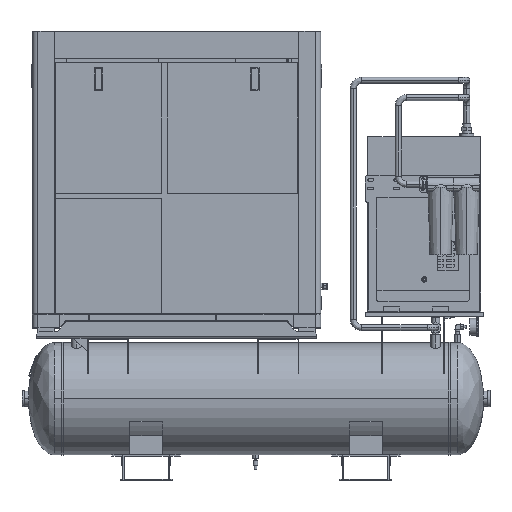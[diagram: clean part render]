
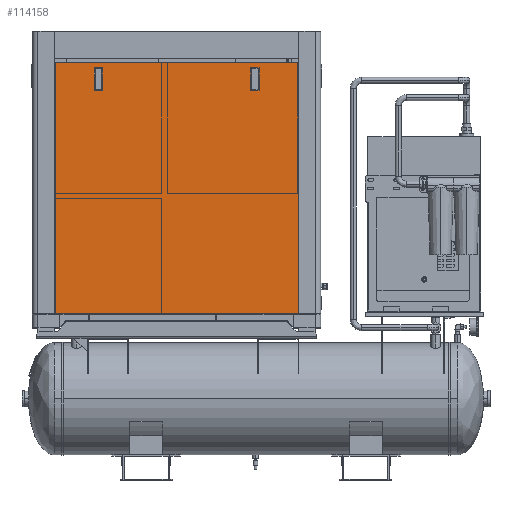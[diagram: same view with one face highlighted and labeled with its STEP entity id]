
A CAD part, top view. The second image highlights one B-rep face of the part: STEP entity #114158.
In plain terms, the highlighted planar face has unit normal (0, 0, 1).
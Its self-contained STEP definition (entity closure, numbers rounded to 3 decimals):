
#84 = VECTOR ( 'NONE', #47990, 39.37 ) ;
#3333 = ORIENTED_EDGE ( 'NONE', *, *, #129842, .T. ) ;
#6279 = AXIS2_PLACEMENT_3D ( 'NONE', #9226, #33228, #32441 ) ;
#8373 = ORIENTED_EDGE ( 'NONE', *, *, #92898, .T. ) ;
#9175 = VECTOR ( 'NONE', #76479, 39.37 ) ;
#9226 = CARTESIAN_POINT ( 'NONE',  ( -7.697, 30.138, 13.583 ) ) ;
#10459 = CARTESIAN_POINT ( 'NONE',  ( 3.061, 30.138, 13.583 ) ) ;
#11187 = EDGE_CURVE ( 'NONE', #146275, #151638, #139889, .T. ) ;
#14049 = LINE ( 'NONE', #65237, #9175 ) ;
#14306 = ORIENTED_EDGE ( 'NONE', *, *, #59287, .T. ) ;
#17758 = EDGE_CURVE ( 'NONE', #49523, #103970, #14049, .T. ) ;
#19483 = VERTEX_POINT ( 'NONE', #57028 ) ;
#21712 = VECTOR ( 'NONE', #23235, 39.37 ) ;
#23235 = DIRECTION ( 'NONE',  ( 1., 0., 0. ) ) ;
#23594 = FACE_OUTER_BOUND ( 'NONE', #65999, .T. ) ;
#25632 = CARTESIAN_POINT ( 'NONE',  ( 9.705, 30.138, 13.583 ) ) ;
#25765 = CARTESIAN_POINT ( 'NONE',  ( -19.38, 47.293, 13.583 ) ) ;
#25883 = EDGE_CURVE ( 'NONE', #32374, #154568, #84555, .T. ) ;
#26101 = DIRECTION ( 'NONE',  ( 1., 0., 0. ) ) ;
#28169 = EDGE_CURVE ( 'NONE', #107492, #129363, #62929, .T. ) ;
#28673 = DIRECTION ( 'NONE',  ( -1., 0., 0. ) ) ;
#31151 = LINE ( 'NONE', #67959, #90838 ) ;
#32374 = VERTEX_POINT ( 'NONE', #60054 ) ;
#32441 = DIRECTION ( 'NONE',  ( 1., 0., 0. ) ) ;
#33228 = DIRECTION ( 'NONE',  ( 0., 0., 1. ) ) ;
#35760 = LINE ( 'NONE', #49328, #108820 ) ;
#43379 = EDGE_CURVE ( 'NONE', #115561, #107492, #71274, .T. ) ;
#45356 = DIRECTION ( 'NONE',  ( 0., -1., 0. ) ) ;
#46027 = PLANE ( 'NONE',  #6279 ) ;
#47990 = DIRECTION ( 'NONE',  ( 0., -1., 0. ) ) ;
#48489 = EDGE_LOOP ( 'NONE', ( #66135, #82463, #140247, #3333 ) ) ;
#49201 = ORIENTED_EDGE ( 'NONE', *, *, #131715, .T. ) ;
#49328 = CARTESIAN_POINT ( 'NONE',  ( -7.697, 44.281, 13.583 ) ) ;
#49523 = VERTEX_POINT ( 'NONE', #150658 ) ;
#50462 = CARTESIAN_POINT ( 'NONE',  ( 9.705, 12.126, 13.583 ) ) ;
#51727 = CARTESIAN_POINT ( 'NONE',  ( -7.697, 47.293, 13.583 ) ) ;
#53172 = VECTOR ( 'NONE', #45356, 39.37 ) ;
#54779 = ORIENTED_EDGE ( 'NONE', *, *, #28169, .T. ) ;
#55822 = LINE ( 'NONE', #151103, #73322 ) ;
#57028 = CARTESIAN_POINT ( 'NONE',  ( 3.986, 44.281, 13.583 ) ) ;
#57371 = CARTESIAN_POINT ( 'NONE',  ( -18.455, 30.138, 13.583 ) ) ;
#58221 = ORIENTED_EDGE ( 'NONE', *, *, #62595, .T. ) ;
#58484 = DIRECTION ( 'NONE',  ( 0., 1., 0. ) ) ;
#59287 = EDGE_CURVE ( 'NONE', #151638, #67558, #84812, .T. ) ;
#60054 = CARTESIAN_POINT ( 'NONE',  ( -18.455, 47.293, 13.583 ) ) ;
#62595 = EDGE_CURVE ( 'NONE', #67558, #76275, #55822, .T. ) ;
#62929 = LINE ( 'NONE', #51727, #158140 ) ;
#63105 = VECTOR ( 'NONE', #58484, 39.37 ) ;
#63242 = LINE ( 'NONE', #25632, #86031 ) ;
#63403 = CARTESIAN_POINT ( 'NONE',  ( 3.061, 47.293, 13.583 ) ) ;
#65237 = CARTESIAN_POINT ( 'NONE',  ( -19.38, 30.138, 13.583 ) ) ;
#65999 = EDGE_LOOP ( 'NONE', ( #49201, #107909, #14306, #58221 ) ) ;
#66135 = ORIENTED_EDGE ( 'NONE', *, *, #25883, .T. ) ;
#67558 = VERTEX_POINT ( 'NONE', #84685 ) ;
#67959 = CARTESIAN_POINT ( 'NONE',  ( 3.986, 30.138, 13.583 ) ) ;
#70827 = FACE_BOUND ( 'NONE', #48489, .T. ) ;
#71274 = LINE ( 'NONE', #10459, #63105 ) ;
#73000 = EDGE_CURVE ( 'NONE', #154568, #49523, #35760, .T. ) ;
#73322 = VECTOR ( 'NONE', #79040, 39.37 ) ;
#74673 = VECTOR ( 'NONE', #28673, 39.37 ) ;
#75233 = DIRECTION ( 'NONE',  ( 0., 1., 0. ) ) ;
#76275 = VERTEX_POINT ( 'NONE', #50462 ) ;
#76479 = DIRECTION ( 'NONE',  ( 0., 1., 0. ) ) ;
#79040 = DIRECTION ( 'NONE',  ( 1., 0., 0. ) ) ;
#79862 = LINE ( 'NONE', #81466, #90491 ) ;
#79971 = DIRECTION ( 'NONE',  ( 0., -1., 0. ) ) ;
#81466 = CARTESIAN_POINT ( 'NONE',  ( -7.697, 44.281, 13.583 ) ) ;
#82169 = CARTESIAN_POINT ( 'NONE',  ( -25.098, 48.15, 13.583 ) ) ;
#82463 = ORIENTED_EDGE ( 'NONE', *, *, #73000, .T. ) ;
#82818 = CARTESIAN_POINT ( 'NONE',  ( -18.455, 44.281, 13.583 ) ) ;
#83278 = CARTESIAN_POINT ( 'NONE',  ( -7.697, 47.293, 13.583 ) ) ;
#84555 = LINE ( 'NONE', #57371, #53172 ) ;
#84685 = CARTESIAN_POINT ( 'NONE',  ( -25.098, 12.126, 13.583 ) ) ;
#84812 = LINE ( 'NONE', #132834, #84 ) ;
#86031 = VECTOR ( 'NONE', #75233, 39.37 ) ;
#87241 = ORIENTED_EDGE ( 'NONE', *, *, #43379, .T. ) ;
#90491 = VECTOR ( 'NONE', #153496, 39.37 ) ;
#90838 = VECTOR ( 'NONE', #79971, 39.37 ) ;
#92898 = EDGE_CURVE ( 'NONE', #129363, #19483, #31151, .T. ) ;
#94502 = LINE ( 'NONE', #83278, #21712 ) ;
#103970 = VERTEX_POINT ( 'NONE', #25765 ) ;
#107492 = VERTEX_POINT ( 'NONE', #63403 ) ;
#107909 = ORIENTED_EDGE ( 'NONE', *, *, #11187, .T. ) ;
#108820 = VECTOR ( 'NONE', #109375, 39.37 ) ;
#109375 = DIRECTION ( 'NONE',  ( -1., 0., 0. ) ) ;
#113180 = ORIENTED_EDGE ( 'NONE', *, *, #113614, .T. ) ;
#113614 = EDGE_CURVE ( 'NONE', #19483, #115561, #79862, .T. ) ;
#114158 = ADVANCED_FACE ( 'NONE', ( #23594, #70827, #155692 ), #46027, .T. ) ;
#114823 = EDGE_LOOP ( 'NONE', ( #113180, #87241, #54779, #8373 ) ) ;
#115561 = VERTEX_POINT ( 'NONE', #124093 ) ;
#124093 = CARTESIAN_POINT ( 'NONE',  ( 3.061, 44.281, 13.583 ) ) ;
#129363 = VERTEX_POINT ( 'NONE', #152349 ) ;
#129842 = EDGE_CURVE ( 'NONE', #103970, #32374, #94502, .T. ) ;
#131715 = EDGE_CURVE ( 'NONE', #76275, #146275, #63242, .T. ) ;
#132834 = CARTESIAN_POINT ( 'NONE',  ( -25.098, 30.138, 13.583 ) ) ;
#138322 = CARTESIAN_POINT ( 'NONE',  ( -7.697, 48.15, 13.583 ) ) ;
#139889 = LINE ( 'NONE', #138322, #74673 ) ;
#140247 = ORIENTED_EDGE ( 'NONE', *, *, #17758, .T. ) ;
#146275 = VERTEX_POINT ( 'NONE', #149754 ) ;
#149754 = CARTESIAN_POINT ( 'NONE',  ( 9.705, 48.15, 13.583 ) ) ;
#150658 = CARTESIAN_POINT ( 'NONE',  ( -19.38, 44.281, 13.583 ) ) ;
#151103 = CARTESIAN_POINT ( 'NONE',  ( -7.697, 12.126, 13.583 ) ) ;
#151638 = VERTEX_POINT ( 'NONE', #82169 ) ;
#152349 = CARTESIAN_POINT ( 'NONE',  ( 3.986, 47.293, 13.583 ) ) ;
#153496 = DIRECTION ( 'NONE',  ( -1., 0., 0. ) ) ;
#154568 = VERTEX_POINT ( 'NONE', #82818 ) ;
#155692 = FACE_BOUND ( 'NONE', #114823, .T. ) ;
#158140 = VECTOR ( 'NONE', #26101, 39.37 ) ;
